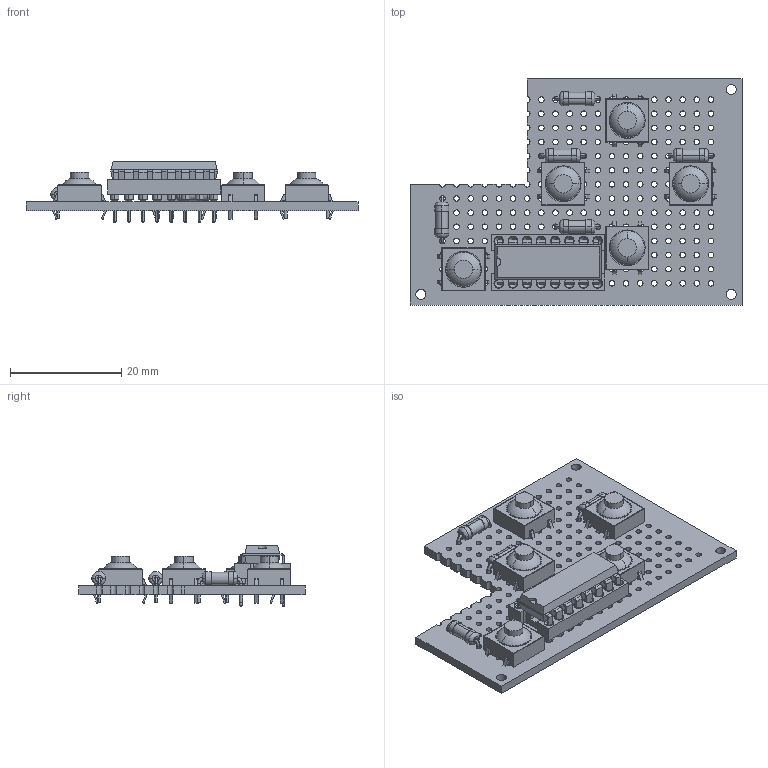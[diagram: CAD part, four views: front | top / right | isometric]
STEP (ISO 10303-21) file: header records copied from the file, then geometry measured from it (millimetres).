
FILE_DESCRIPTION (( 'STEP AP203' ), '1' );
FILE_NAME ('left_face_pcb.step', '2019-10-07T21:43:50', ( '' ), ( '' ), 'SwSTEP 2.0', 'SolidWorks 2017', '' );
FILE_SCHEMA (( 'CONFIG_CONTROL_DESIGN' ));
Length unit declared in the file: millimetre
Products named in the file (17): left_face_pcb; SW_PUSH_8mm002; R_Axial_DIN0207_L6_3mm_D2_5mm_P7_62mm_Horizontal002; SW_PUSH_8mm001; R_Axial_DIN0207_L6_3mm_D2_5mm_P7_62mm_Horizontal003; DIP_16_W7_62mm; SOLID005; DIP_16_W7_62mm_Socket; SW_PUSH_8mm003; R_Axial_DIN0207_L6_3mm_D2_5mm_P7_62mm_Horizontal004; R_Axial_DIN0207_L6_3mm_D2_5mm_P7_62mm_Horizontal; SW_PUSH_8mm004; SOLID011; COMPOUND; R_Axial_DIN0207_L6_3mm_D2_5mm_P7_62mm_Horizontal001; SOLID010; Tactal Switch -SOFT -Thru (8mmx 8mmx5.45mm)
Assembly tree (24 placements, depth 3):
  left_face_pcb
    Tactal Switch -SOFT -Thru (8mmx 8mmx5.45mm)
    R_Axial_DIN0207_L6_3mm_D2_5mm_P7_62mm_Horizontal
      SOLID005
    R_Axial_DIN0207_L6_3mm_D2_5mm_P7_62mm_Horizontal001
      SOLID005
    R_Axial_DIN0207_L6_3mm_D2_5mm_P7_62mm_Horizontal002
      SOLID005
    R_Axial_DIN0207_L6_3mm_D2_5mm_P7_62mm_Horizontal003
      SOLID005
    R_Axial_DIN0207_L6_3mm_D2_5mm_P7_62mm_Horizontal004
      SOLID005
    SW_PUSH_8mm001
      Tactal Switch -SOFT -Thru (8mmx 8mmx5.45mm)
    SW_PUSH_8mm002
      Tactal Switch -SOFT -Thru (8mmx 8mmx5.45mm)
    SW_PUSH_8mm003
      Tactal Switch -SOFT -Thru (8mmx 8mmx5.45mm)
    SW_PUSH_8mm004
      Tactal Switch -SOFT -Thru (8mmx 8mmx5.45mm)
    DIP_16_W7_62mm_Socket
      SOLID010
    DIP_16_W7_62mm
      SOLID011
    COMPOUND
Bounding box: 59.69 x 40.64 x 10.96 mm (x, y, z)
Volume: 4947.6 mm3; surface area: 8491.8 mm2
Topology: 13 solids, 113 shells, 2481 faces, 6306 edges, 4129 vertices
Faces by surface type: plane 1227, cylinder 898, bspline 250, cone 96, torus 10
Entity records: 47864 total; most frequent: CARTESIAN_POINT 8939, DIRECTION 7979, ORIENTED_EDGE 7404, EDGE_CURVE 3702, AXIS2_PLACEMENT_3D 2989, VERTEX_POINT 2417, LINE 2001, VECTOR 2001
